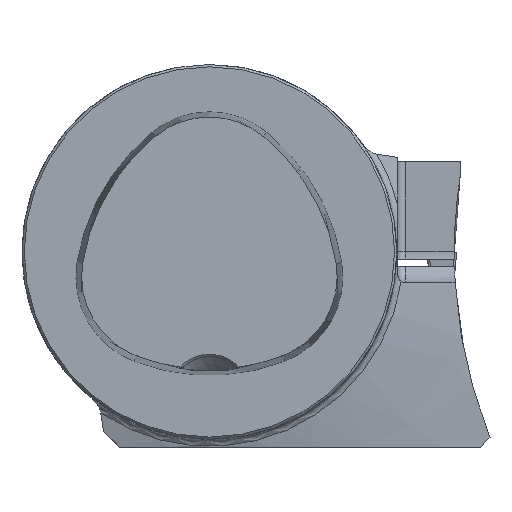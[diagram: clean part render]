
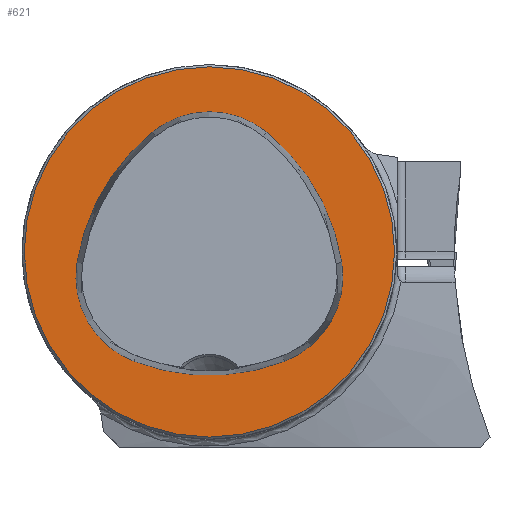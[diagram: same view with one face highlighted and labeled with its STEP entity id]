
A CAD part, top view. The second image highlights one B-rep face of the part: STEP entity #621.
In plain terms, the highlighted planar face has unit normal (0, 0, 1).
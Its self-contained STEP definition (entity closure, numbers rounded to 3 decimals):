
#110=FACE_BOUND('',#862,.T.);
#111=FACE_BOUND('',#863,.T.);
#192=PLANE('',#2336);
#621=ADVANCED_FACE('CU_FL_N1_SU_1',(#110,#111),#192,.T.);
#862=EDGE_LOOP('',(#1221,#1222,#1223,#1224,#1225,#1226));
#863=EDGE_LOOP('',(#1227));
#967=CIRCLE('',#2327,28.075);
#969=CIRCLE('',#2330,28.075);
#970=CIRCLE('',#2331,12.075);
#971=CIRCLE('',#2332,12.075);
#972=CIRCLE('',#2333,28.075);
#973=CIRCLE('',#2334,12.075);
#974=CIRCLE('',#2335,24.7);
#1221=ORIENTED_EDGE('',*,*,#1993,.F.);
#1222=ORIENTED_EDGE('',*,*,#1994,.F.);
#1223=ORIENTED_EDGE('',*,*,#1986,.F.);
#1224=ORIENTED_EDGE('',*,*,#1995,.F.);
#1225=ORIENTED_EDGE('',*,*,#1996,.F.);
#1226=ORIENTED_EDGE('',*,*,#1997,.F.);
#1227=ORIENTED_EDGE('',*,*,#1998,.T.);
#1747=VERTEX_POINT('',#3824);
#1748=VERTEX_POINT('',#3826);
#1754=VERTEX_POINT('',#3858);
#1755=VERTEX_POINT('',#3859);
#1756=VERTEX_POINT('',#3862);
#1757=VERTEX_POINT('',#3864);
#1758=VERTEX_POINT('',#3867);
#1986=EDGE_CURVE('',#1747,#1748,#967,.T.);
#1993=EDGE_CURVE('',#1754,#1755,#969,.T.);
#1994=EDGE_CURVE('',#1748,#1754,#970,.T.);
#1995=EDGE_CURVE('',#1756,#1747,#971,.T.);
#1996=EDGE_CURVE('',#1757,#1756,#972,.T.);
#1997=EDGE_CURVE('',#1755,#1757,#973,.T.);
#1998=EDGE_CURVE('',#1758,#1758,#974,.T.);
#2327=AXIS2_PLACEMENT_3D('',#3825,#2678,#2679);
#2330=AXIS2_PLACEMENT_3D('',#3857,#2685,#2686);
#2331=AXIS2_PLACEMENT_3D('',#3860,#2687,#2688);
#2332=AXIS2_PLACEMENT_3D('',#3861,#2689,#2690);
#2333=AXIS2_PLACEMENT_3D('',#3863,#2691,#2692);
#2334=AXIS2_PLACEMENT_3D('',#3865,#2693,#2694);
#2335=AXIS2_PLACEMENT_3D('',#3866,#2695,#2696);
#2336=AXIS2_PLACEMENT_3D('',#3868,#2697,#2698);
#2678=DIRECTION('',(0.,0.,1.));
#2679=DIRECTION('',(-1.,0.,0.));
#2685=DIRECTION('',(0.,0.,1.));
#2686=DIRECTION('',(-1.,0.,0.));
#2687=DIRECTION('',(0.,0.,1.));
#2688=DIRECTION('',(-1.,0.,0.));
#2689=DIRECTION('',(0.,0.,1.));
#2690=DIRECTION('',(-1.,0.,0.));
#2691=DIRECTION('',(0.,0.,1.));
#2692=DIRECTION('',(-1.,0.,0.));
#2693=DIRECTION('',(0.,0.,1.));
#2694=DIRECTION('',(-1.,0.,0.));
#2695=DIRECTION('',(0.,0.,1.));
#2696=DIRECTION('',(-1.,0.,0.));
#2697=DIRECTION('',(0.,0.,1.));
#2698=DIRECTION('',(-1.,0.,0.));
#3824=CARTESIAN_POINT('',(-10.05,-14.595,0.));
#3825=CARTESIAN_POINT('',(0.,11.62,0.));
#3826=CARTESIAN_POINT('',(10.05,-14.595,0.));
#3857=CARTESIAN_POINT('',(-10.078,-5.807,0.));
#3858=CARTESIAN_POINT('',(17.656,-1.443,0.));
#3859=CARTESIAN_POINT('',(7.606,15.999,0.));
#3860=CARTESIAN_POINT('',(5.727,-3.32,0.));
#3861=CARTESIAN_POINT('',(-5.727,-3.32,0.));
#3862=CARTESIAN_POINT('',(-17.656,-1.443,0.));
#3863=CARTESIAN_POINT('',(10.078,-5.807,0.));
#3864=CARTESIAN_POINT('',(-7.606,15.999,0.));
#3865=CARTESIAN_POINT('',(0.,6.62,0.));
#3866=CARTESIAN_POINT('',(0.,0.,0.));
#3867=CARTESIAN_POINT('',(-24.7,0.,0.));
#3868=CARTESIAN_POINT('',(0.,0.,0.));
